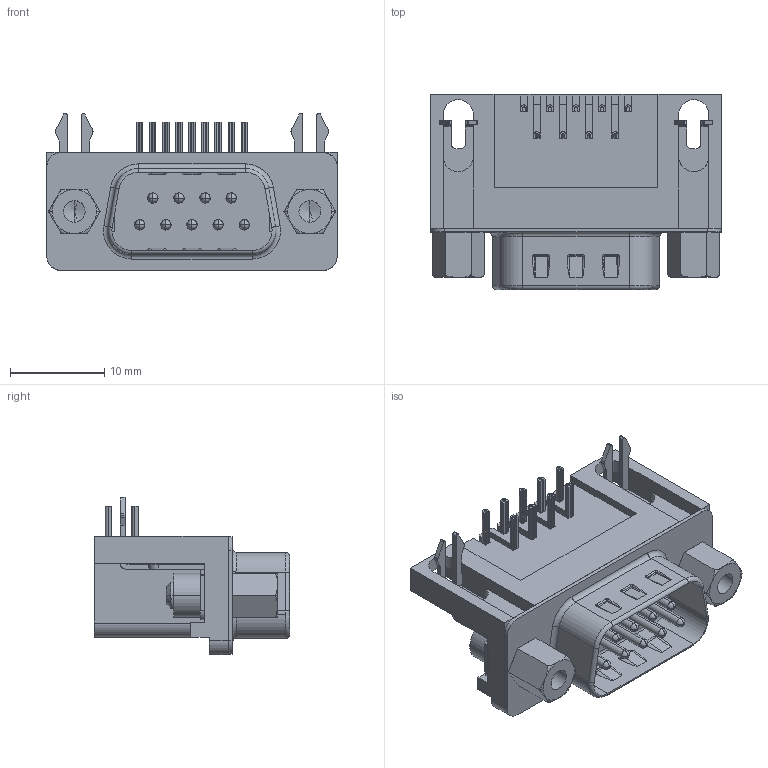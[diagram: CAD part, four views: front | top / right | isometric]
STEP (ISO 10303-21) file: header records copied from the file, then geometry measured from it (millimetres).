
FILE_DESCRIPTION(('CATIA V5 STEP','CAx-IF Rec.Pracs.--- Model Styling and Organization---1.4--- 2014-01-23'),'2;1');
FILE_NAME ('339776-2_0_2626690000_2626690000.stp','2019-01-07T10:48:02+00:00',('none'),('Weidmueller'),'CATIA Version 5-6 Release 2016 SP3 HF44','CATIA V5 STEP AP214','none');
FILE_SCHEMA(('AUTOMOTIVE_DESIGN { 1 0 10303 214 1 1 1 1 }'));
Products named in the file (1): 2626690000
Bounding box: 30.8 x 20.7 x 16.68 mm (x, y, z)
Volume: 3507 mm3; surface area: 6577.3 mm2
Topology: 16 solids, 16 shells, 1207 faces, 3138 edges, 1868 vertices
Faces by surface type: plane 531, cylinder 362, bspline 128, sphere 96, torus 64, extrusion 18, cone 8
Entity records: 47416 total; most frequent: CARTESIAN_POINT 19306, ORIENTED_EDGE 6076, DIRECTION 4567, EDGE_CURVE 3038, VERTEX_POINT 1868, AXIS2_PLACEMENT_3D 1775, VECTOR 1732, LINE 1714
